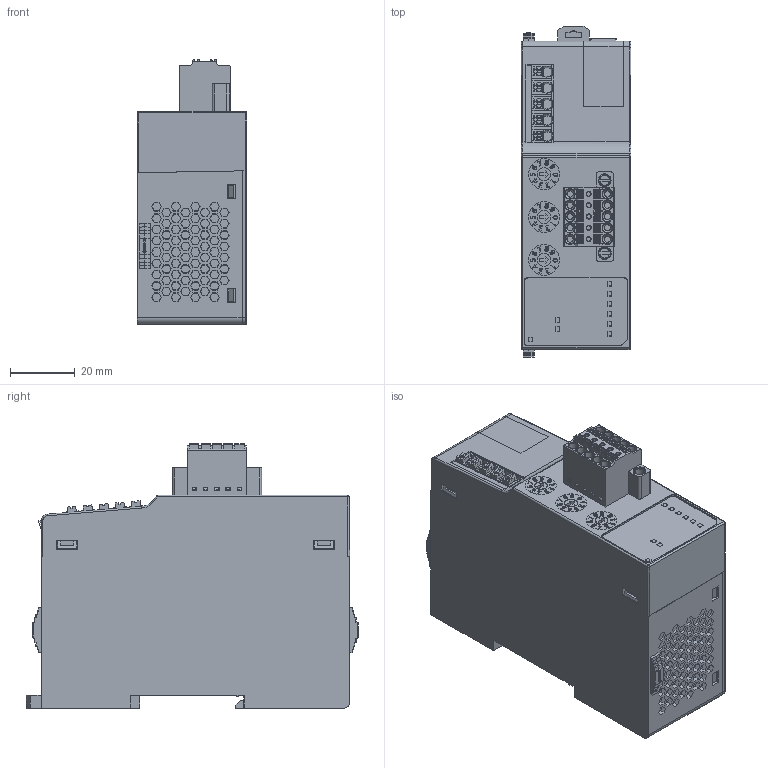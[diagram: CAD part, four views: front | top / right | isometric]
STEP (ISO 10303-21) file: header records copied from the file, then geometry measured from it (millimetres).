
FILE_DESCRIPTION(/* description */ (''),/* implementation_level */ '2;1');
FILE_NAME(/* name */ 'IO-5-31.stp',/* time_stamp */ '2023-11-14T14:23:45+08:00',/* author */ (''),/* organization */ (''),/* preprocessor_version */ 'ST-DEVELOPER v14',/* originating_system */ 'SIEMENS PLM Software NX 8.0',/* authorisation */ '');
FILE_SCHEMA (('AUTOMOTIVE_DESIGN { 1 0 10303 214 3 1 1 1 }'));
Products named in the file (1): Admi180CAF93397w
Bounding box: 34.03 x 102.95 x 82.07 mm (x, y, z)
Volume: 205986 mm3; surface area: 29873 mm2
Topology: 1 solids, 5 shells, 4333 faces, 11784 edges, 7748 vertices
Faces by surface type: plane 3612, extrusion 282, cylinder 244, cone 160, bspline 19, torus 12, sphere 4
Full cylindrical faces by diameter (mm): 1.299 x3, 1.3 x2, 4 x3, 9.6 x3
Entity records: 142051 total; most frequent: CARTESIAN_POINT 33963, ORIENTED_EDGE 23526, DIRECTION 19897, EDGE_CURVE 11763, VECTOR 10135, LINE 9853, VERTEX_POINT 7743, AXIS2_PLACEMENT_3D 4881
